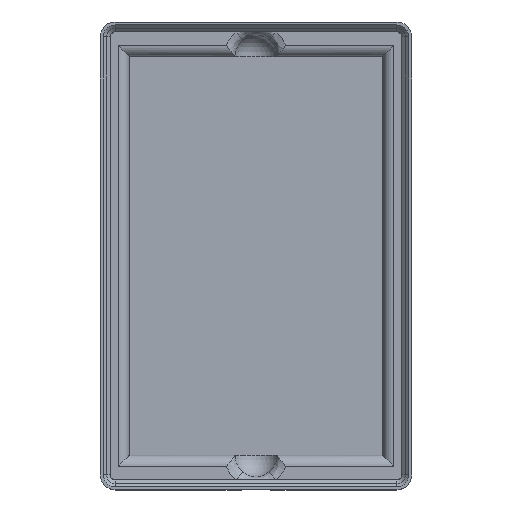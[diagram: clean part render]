
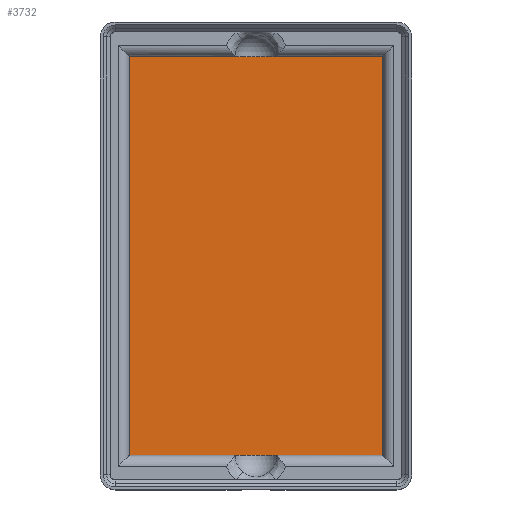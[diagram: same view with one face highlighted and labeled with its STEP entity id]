
A CAD part, top view. The second image highlights one B-rep face of the part: STEP entity #3732.
In plain terms, the highlighted planar face has unit normal (0, 0, 1).
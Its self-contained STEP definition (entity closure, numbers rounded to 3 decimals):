
#1489 = PLANE('',#1490);
#1490 = AXIS2_PLACEMENT_3D('',#1491,#1492,#1493);
#1491 = CARTESIAN_POINT('',(-13.,-11.5,1.95));
#1492 = DIRECTION('',(0.,1.,0.));
#1493 = DIRECTION('',(0.,0.,1.));
#1608 = PLANE('',#1609);
#1609 = AXIS2_PLACEMENT_3D('',#1610,#1611,#1612);
#1610 = CARTESIAN_POINT('',(-13.,-11.5,1.95));
#1611 = DIRECTION('',(1.,0.,0.));
#1612 = DIRECTION('',(0.,0.,1.));
#1874 = PLANE('',#1875);
#1875 = AXIS2_PLACEMENT_3D('',#1876,#1877,#1878);
#1876 = CARTESIAN_POINT('',(-13.,95.5,1.95));
#1877 = DIRECTION('',(0.,1.,0.));
#1878 = DIRECTION('',(0.,0.,1.));
#2576 = PLANE('',#2577);
#2577 = AXIS2_PLACEMENT_3D('',#2578,#2579,#2580);
#2578 = CARTESIAN_POINT('',(55.,-11.5,1.95));
#2579 = DIRECTION('',(1.,0.,0.));
#2580 = DIRECTION('',(0.,0.,1.));
#2999 = VERTEX_POINT('',#3000);
#3000 = CARTESIAN_POINT('',(55.,-11.5,1.95));
#3021 = EDGE_CURVE('',#3022,#2999,#3024,.T.);
#3022 = VERTEX_POINT('',#3023);
#3023 = CARTESIAN_POINT('',(-13.,-11.5,1.95));
#3024 = SURFACE_CURVE('',#3025,(#3029,#3036),.PCURVE_S1.);
#3025 = LINE('',#3026,#3027);
#3026 = CARTESIAN_POINT('',(-13.,-11.5,1.95));
#3027 = VECTOR('',#3028,1.);
#3028 = DIRECTION('',(1.,0.,0.));
#3029 = PCURVE('',#1489,#3030);
#3030 = DEFINITIONAL_REPRESENTATION('',(#3031),#3035);
#3031 = LINE('',#3032,#3033);
#3032 = CARTESIAN_POINT('',(0.,0.));
#3033 = VECTOR('',#3034,1.);
#3034 = DIRECTION('',(0.,1.));
#3035 = ( GEOMETRIC_REPRESENTATION_CONTEXT(2) 
PARAMETRIC_REPRESENTATION_CONTEXT() REPRESENTATION_CONTEXT('2D SPACE',''
  ) );
#3036 = PCURVE('',#3037,#3042);
#3037 = PLANE('',#3038);
#3038 = AXIS2_PLACEMENT_3D('',#3039,#3040,#3041);
#3039 = CARTESIAN_POINT('',(-13.,-11.5,1.95));
#3040 = DIRECTION('',(0.,0.,1.));
#3041 = DIRECTION('',(1.,0.,0.));
#3042 = DEFINITIONAL_REPRESENTATION('',(#3043),#3047);
#3043 = LINE('',#3044,#3045);
#3044 = CARTESIAN_POINT('',(0.,0.));
#3045 = VECTOR('',#3046,1.);
#3046 = DIRECTION('',(1.,0.));
#3047 = ( GEOMETRIC_REPRESENTATION_CONTEXT(2) 
PARAMETRIC_REPRESENTATION_CONTEXT() REPRESENTATION_CONTEXT('2D SPACE',''
  ) );
#3129 = EDGE_CURVE('',#3022,#3130,#3132,.T.);
#3130 = VERTEX_POINT('',#3131);
#3131 = CARTESIAN_POINT('',(-13.,95.5,1.95));
#3132 = SURFACE_CURVE('',#3133,(#3137,#3144),.PCURVE_S1.);
#3133 = LINE('',#3134,#3135);
#3134 = CARTESIAN_POINT('',(-13.,-11.5,1.95));
#3135 = VECTOR('',#3136,1.);
#3136 = DIRECTION('',(0.,1.,0.));
#3137 = PCURVE('',#1608,#3138);
#3138 = DEFINITIONAL_REPRESENTATION('',(#3139),#3143);
#3139 = LINE('',#3140,#3141);
#3140 = CARTESIAN_POINT('',(0.,0.));
#3141 = VECTOR('',#3142,1.);
#3142 = DIRECTION('',(0.,-1.));
#3143 = ( GEOMETRIC_REPRESENTATION_CONTEXT(2) 
PARAMETRIC_REPRESENTATION_CONTEXT() REPRESENTATION_CONTEXT('2D SPACE',''
  ) );
#3144 = PCURVE('',#3037,#3145);
#3145 = DEFINITIONAL_REPRESENTATION('',(#3146),#3150);
#3146 = LINE('',#3147,#3148);
#3147 = CARTESIAN_POINT('',(0.,0.));
#3148 = VECTOR('',#3149,1.);
#3149 = DIRECTION('',(0.,1.));
#3150 = ( GEOMETRIC_REPRESENTATION_CONTEXT(2) 
PARAMETRIC_REPRESENTATION_CONTEXT() REPRESENTATION_CONTEXT('2D SPACE',''
  ) );
#3338 = VERTEX_POINT('',#3339);
#3339 = CARTESIAN_POINT('',(55.,95.5,1.95));
#3360 = EDGE_CURVE('',#3130,#3338,#3361,.T.);
#3361 = SURFACE_CURVE('',#3362,(#3366,#3373),.PCURVE_S1.);
#3362 = LINE('',#3363,#3364);
#3363 = CARTESIAN_POINT('',(-13.,95.5,1.95));
#3364 = VECTOR('',#3365,1.);
#3365 = DIRECTION('',(1.,0.,0.));
#3366 = PCURVE('',#1874,#3367);
#3367 = DEFINITIONAL_REPRESENTATION('',(#3368),#3372);
#3368 = LINE('',#3369,#3370);
#3369 = CARTESIAN_POINT('',(0.,0.));
#3370 = VECTOR('',#3371,1.);
#3371 = DIRECTION('',(0.,1.));
#3372 = ( GEOMETRIC_REPRESENTATION_CONTEXT(2) 
PARAMETRIC_REPRESENTATION_CONTEXT() REPRESENTATION_CONTEXT('2D SPACE',''
  ) );
#3373 = PCURVE('',#3037,#3374);
#3374 = DEFINITIONAL_REPRESENTATION('',(#3375),#3379);
#3375 = LINE('',#3376,#3377);
#3376 = CARTESIAN_POINT('',(0.,107.));
#3377 = VECTOR('',#3378,1.);
#3378 = DIRECTION('',(1.,0.));
#3379 = ( GEOMETRIC_REPRESENTATION_CONTEXT(2) 
PARAMETRIC_REPRESENTATION_CONTEXT() REPRESENTATION_CONTEXT('2D SPACE',''
  ) );
#3554 = EDGE_CURVE('',#2999,#3338,#3555,.T.);
#3555 = SURFACE_CURVE('',#3556,(#3560,#3567),.PCURVE_S1.);
#3556 = LINE('',#3557,#3558);
#3557 = CARTESIAN_POINT('',(55.,-11.5,1.95));
#3558 = VECTOR('',#3559,1.);
#3559 = DIRECTION('',(0.,1.,0.));
#3560 = PCURVE('',#2576,#3561);
#3561 = DEFINITIONAL_REPRESENTATION('',(#3562),#3566);
#3562 = LINE('',#3563,#3564);
#3563 = CARTESIAN_POINT('',(0.,0.));
#3564 = VECTOR('',#3565,1.);
#3565 = DIRECTION('',(0.,-1.));
#3566 = ( GEOMETRIC_REPRESENTATION_CONTEXT(2) 
PARAMETRIC_REPRESENTATION_CONTEXT() REPRESENTATION_CONTEXT('2D SPACE',''
  ) );
#3567 = PCURVE('',#3037,#3568);
#3568 = DEFINITIONAL_REPRESENTATION('',(#3569),#3573);
#3569 = LINE('',#3570,#3571);
#3570 = CARTESIAN_POINT('',(68.,0.));
#3571 = VECTOR('',#3572,1.);
#3572 = DIRECTION('',(0.,1.));
#3573 = ( GEOMETRIC_REPRESENTATION_CONTEXT(2) 
PARAMETRIC_REPRESENTATION_CONTEXT() REPRESENTATION_CONTEXT('2D SPACE',''
  ) );
#3732 = ADVANCED_FACE('',(#3733),#3037,.T.);
#3733 = FACE_BOUND('',#3734,.T.);
#3734 = EDGE_LOOP('',(#3735,#3736,#3737,#3738));
#3735 = ORIENTED_EDGE('',*,*,#3129,.F.);
#3736 = ORIENTED_EDGE('',*,*,#3021,.T.);
#3737 = ORIENTED_EDGE('',*,*,#3554,.T.);
#3738 = ORIENTED_EDGE('',*,*,#3360,.F.);
